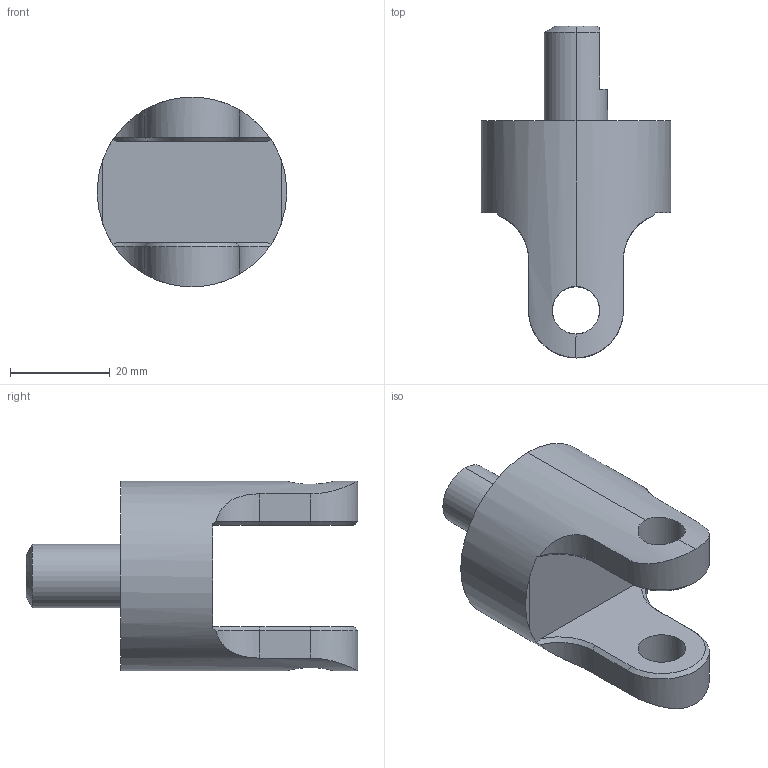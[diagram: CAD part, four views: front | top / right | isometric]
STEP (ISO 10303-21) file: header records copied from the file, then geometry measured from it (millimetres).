
FILE_DESCRIPTION (( 'STEP AP214' ), '1' );
FILE_NAME ('Yoke_M.STEP', '2022-03-11T15:54:19', ( '' ), ( '' ), 'SwSTEP 2.0', 'SolidWorks 2020', '' );
FILE_SCHEMA (( 'AUTOMOTIVE_DESIGN' ));
Length unit declared in the file: inch
Products named in the file (1): Yoke_M
Bounding box: 38.1 x 66.67 x 38.1 mm (x, y, z)
Volume: 30781.2 mm3; surface area: 8170.4 mm2
Topology: 1 solids, 1 shells, 39 faces, 104 edges, 66 vertices
Faces by surface type: cylinder 16, plane 15, cone 8
Entity records: 1589 total; most frequent: CARTESIAN_POINT 597, ORIENTED_EDGE 208, DIRECTION 187, EDGE_CURVE 104, AXIS2_PLACEMENT_3D 70, VERTEX_POINT 66, VECTOR 47, LINE 47
